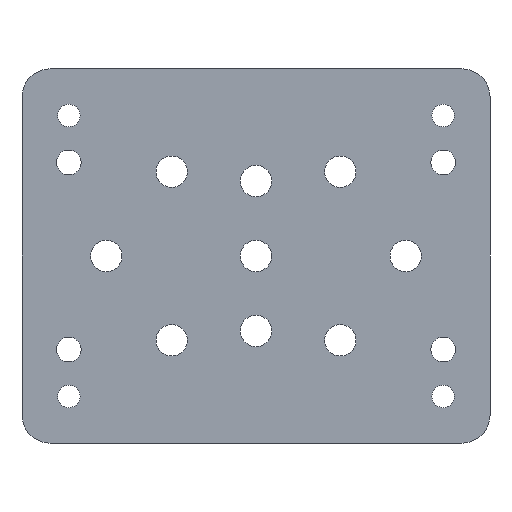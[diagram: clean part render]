
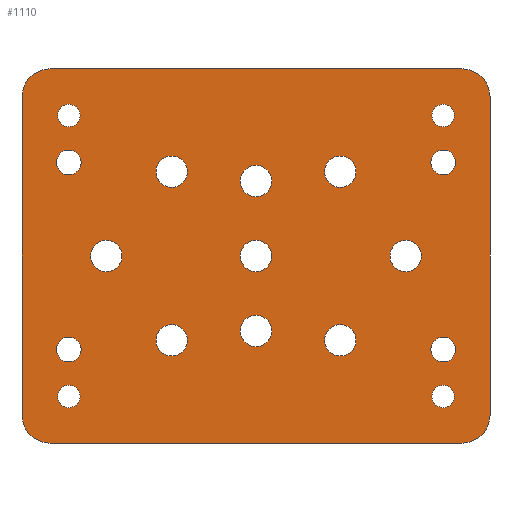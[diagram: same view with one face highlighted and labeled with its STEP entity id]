
A CAD part, front view. The second image highlights one B-rep face of the part: STEP entity #1110.
In plain terms, the highlighted planar face has unit normal (0, -1, 0).
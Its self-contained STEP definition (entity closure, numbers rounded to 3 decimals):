
#15=FACE_BOUND('',#151,.T.);
#16=FACE_BOUND('',#152,.T.);
#17=FACE_BOUND('',#153,.T.);
#18=FACE_BOUND('',#154,.T.);
#19=FACE_BOUND('',#155,.T.);
#20=FACE_BOUND('',#156,.T.);
#21=FACE_BOUND('',#157,.T.);
#22=FACE_BOUND('',#158,.T.);
#23=FACE_BOUND('',#159,.T.);
#24=FACE_BOUND('',#160,.T.);
#25=FACE_BOUND('',#161,.T.);
#26=FACE_BOUND('',#162,.T.);
#27=FACE_BOUND('',#163,.T.);
#28=FACE_BOUND('',#164,.T.);
#29=FACE_BOUND('',#165,.T.);
#30=FACE_BOUND('',#166,.T.);
#31=FACE_BOUND('',#167,.T.);
#56=PLANE('',#1204);
#98=FACE_OUTER_BOUND('',#150,.T.);
#150=EDGE_LOOP('',(#799,#800,#801,#802,#803,#804,#805,#806));
#151=EDGE_LOOP('',(#807));
#152=EDGE_LOOP('',(#808));
#153=EDGE_LOOP('',(#809));
#154=EDGE_LOOP('',(#810));
#155=EDGE_LOOP('',(#811));
#156=EDGE_LOOP('',(#812));
#157=EDGE_LOOP('',(#813));
#158=EDGE_LOOP('',(#814));
#159=EDGE_LOOP('',(#815));
#160=EDGE_LOOP('',(#816));
#161=EDGE_LOOP('',(#817));
#162=EDGE_LOOP('',(#818));
#163=EDGE_LOOP('',(#819));
#164=EDGE_LOOP('',(#820));
#165=EDGE_LOOP('',(#821));
#166=EDGE_LOOP('',(#822));
#167=EDGE_LOOP('',(#823));
#242=LINE('',#1783,#300);
#245=LINE('',#1789,#303);
#246=LINE('',#1793,#304);
#247=LINE('',#1797,#305);
#300=VECTOR('',#1409,10.);
#303=VECTOR('',#1414,10.);
#304=VECTOR('',#1417,10.);
#305=VECTOR('',#1420,10.);
#352=CIRCLE('',#1178,3.3);
#357=CIRCLE('',#1185,3.3);
#362=CIRCLE('',#1192,3.3);
#367=CIRCLE('',#1199,3.3);
#369=CIRCLE('',#1202,7.5);
#370=CIRCLE('',#1205,7.5);
#371=CIRCLE('',#1206,7.5);
#372=CIRCLE('',#1207,7.5);
#373=CIRCLE('',#1208,4.2);
#374=CIRCLE('',#1209,4.2);
#375=CIRCLE('',#1210,4.2);
#376=CIRCLE('',#1211,4.2);
#377=CIRCLE('',#1212,4.2);
#378=CIRCLE('',#1213,4.2);
#379=CIRCLE('',#1214,4.2);
#380=CIRCLE('',#1215,4.2);
#381=CIRCLE('',#1216,4.2);
#382=CIRCLE('',#1217,3.);
#383=CIRCLE('',#1218,3.);
#384=CIRCLE('',#1219,3.);
#385=CIRCLE('',#1220,3.);
#461=VERTEX_POINT('',#1727);
#466=VERTEX_POINT('',#1741);
#471=VERTEX_POINT('',#1755);
#476=VERTEX_POINT('',#1769);
#479=VERTEX_POINT('',#1776);
#480=VERTEX_POINT('',#1778);
#481=VERTEX_POINT('',#1782);
#483=VERTEX_POINT('',#1788);
#484=VERTEX_POINT('',#1790);
#485=VERTEX_POINT('',#1792);
#486=VERTEX_POINT('',#1794);
#487=VERTEX_POINT('',#1796);
#488=VERTEX_POINT('',#1799);
#489=VERTEX_POINT('',#1801);
#490=VERTEX_POINT('',#1803);
#491=VERTEX_POINT('',#1805);
#492=VERTEX_POINT('',#1807);
#493=VERTEX_POINT('',#1809);
#494=VERTEX_POINT('',#1811);
#495=VERTEX_POINT('',#1813);
#496=VERTEX_POINT('',#1815);
#497=VERTEX_POINT('',#1817);
#498=VERTEX_POINT('',#1819);
#499=VERTEX_POINT('',#1821);
#500=VERTEX_POINT('',#1823);
#586=EDGE_CURVE('',#461,#461,#352,.T.);
#593=EDGE_CURVE('',#466,#466,#357,.T.);
#600=EDGE_CURVE('',#471,#471,#362,.T.);
#607=EDGE_CURVE('',#476,#476,#367,.T.);
#610=EDGE_CURVE('',#479,#480,#369,.T.);
#612=EDGE_CURVE('',#481,#480,#242,.T.);
#615=EDGE_CURVE('',#479,#483,#245,.T.);
#616=EDGE_CURVE('',#484,#483,#370,.T.);
#617=EDGE_CURVE('',#484,#485,#246,.T.);
#618=EDGE_CURVE('',#486,#485,#371,.T.);
#619=EDGE_CURVE('',#486,#487,#247,.T.);
#620=EDGE_CURVE('',#481,#487,#372,.T.);
#621=EDGE_CURVE('',#488,#488,#373,.T.);
#622=EDGE_CURVE('',#489,#489,#374,.T.);
#623=EDGE_CURVE('',#490,#490,#375,.T.);
#624=EDGE_CURVE('',#491,#491,#376,.T.);
#625=EDGE_CURVE('',#492,#492,#377,.T.);
#626=EDGE_CURVE('',#493,#493,#378,.T.);
#627=EDGE_CURVE('',#494,#494,#379,.T.);
#628=EDGE_CURVE('',#495,#495,#380,.T.);
#629=EDGE_CURVE('',#496,#496,#381,.T.);
#630=EDGE_CURVE('',#497,#497,#382,.T.);
#631=EDGE_CURVE('',#498,#498,#383,.T.);
#632=EDGE_CURVE('',#499,#499,#384,.T.);
#633=EDGE_CURVE('',#500,#500,#385,.T.);
#799=ORIENTED_EDGE('',*,*,#610,.F.);
#800=ORIENTED_EDGE('',*,*,#615,.T.);
#801=ORIENTED_EDGE('',*,*,#616,.F.);
#802=ORIENTED_EDGE('',*,*,#617,.T.);
#803=ORIENTED_EDGE('',*,*,#618,.F.);
#804=ORIENTED_EDGE('',*,*,#619,.T.);
#805=ORIENTED_EDGE('',*,*,#620,.F.);
#806=ORIENTED_EDGE('',*,*,#612,.T.);
#807=ORIENTED_EDGE('',*,*,#586,.T.);
#808=ORIENTED_EDGE('',*,*,#593,.T.);
#809=ORIENTED_EDGE('',*,*,#600,.T.);
#810=ORIENTED_EDGE('',*,*,#607,.T.);
#811=ORIENTED_EDGE('',*,*,#621,.T.);
#812=ORIENTED_EDGE('',*,*,#622,.T.);
#813=ORIENTED_EDGE('',*,*,#623,.T.);
#814=ORIENTED_EDGE('',*,*,#624,.T.);
#815=ORIENTED_EDGE('',*,*,#625,.T.);
#816=ORIENTED_EDGE('',*,*,#626,.T.);
#817=ORIENTED_EDGE('',*,*,#627,.T.);
#818=ORIENTED_EDGE('',*,*,#628,.T.);
#819=ORIENTED_EDGE('',*,*,#629,.T.);
#820=ORIENTED_EDGE('',*,*,#630,.T.);
#821=ORIENTED_EDGE('',*,*,#631,.T.);
#822=ORIENTED_EDGE('',*,*,#632,.T.);
#823=ORIENTED_EDGE('',*,*,#633,.T.);
#1110=ADVANCED_FACE('',(#98,#15,#16,#17,#18,#19,#20,#21,#22,#23,#24,#25,
#26,#27,#28,#29,#30,#31),#56,.T.);
#1178=AXIS2_PLACEMENT_3D('',#1729,#1349,#1350);
#1185=AXIS2_PLACEMENT_3D('',#1743,#1365,#1366);
#1192=AXIS2_PLACEMENT_3D('',#1757,#1381,#1382);
#1199=AXIS2_PLACEMENT_3D('',#1771,#1397,#1398);
#1202=AXIS2_PLACEMENT_3D('',#1779,#1404,#1405);
#1204=AXIS2_PLACEMENT_3D('',#1787,#1412,#1413);
#1205=AXIS2_PLACEMENT_3D('',#1791,#1415,#1416);
#1206=AXIS2_PLACEMENT_3D('',#1795,#1418,#1419);
#1207=AXIS2_PLACEMENT_3D('',#1798,#1421,#1422);
#1208=AXIS2_PLACEMENT_3D('',#1800,#1423,#1424);
#1209=AXIS2_PLACEMENT_3D('',#1802,#1425,#1426);
#1210=AXIS2_PLACEMENT_3D('',#1804,#1427,#1428);
#1211=AXIS2_PLACEMENT_3D('',#1806,#1429,#1430);
#1212=AXIS2_PLACEMENT_3D('',#1808,#1431,#1432);
#1213=AXIS2_PLACEMENT_3D('',#1810,#1433,#1434);
#1214=AXIS2_PLACEMENT_3D('',#1812,#1435,#1436);
#1215=AXIS2_PLACEMENT_3D('',#1814,#1437,#1438);
#1216=AXIS2_PLACEMENT_3D('',#1816,#1439,#1440);
#1217=AXIS2_PLACEMENT_3D('',#1818,#1441,#1442);
#1218=AXIS2_PLACEMENT_3D('',#1820,#1443,#1444);
#1219=AXIS2_PLACEMENT_3D('',#1822,#1445,#1446);
#1220=AXIS2_PLACEMENT_3D('',#1824,#1447,#1448);
#1349=DIRECTION('center_axis',(0.,1.,0.));
#1350=DIRECTION('ref_axis',(1.,0.,0.));
#1365=DIRECTION('center_axis',(0.,1.,0.));
#1366=DIRECTION('ref_axis',(1.,0.,0.));
#1381=DIRECTION('center_axis',(0.,1.,0.));
#1382=DIRECTION('ref_axis',(1.,0.,0.));
#1397=DIRECTION('center_axis',(0.,1.,0.));
#1398=DIRECTION('ref_axis',(1.,0.,0.));
#1404=DIRECTION('center_axis',(0.,1.,0.));
#1405=DIRECTION('ref_axis',(-0.707,0.,0.707));
#1409=DIRECTION('',(-1.,0.,0.));
#1412=DIRECTION('center_axis',(0.,-1.,0.));
#1413=DIRECTION('ref_axis',(0.,0.,-1.));
#1414=DIRECTION('',(0.,0.,-1.));
#1415=DIRECTION('center_axis',(0.,1.,0.));
#1416=DIRECTION('ref_axis',(-0.707,0.,-0.707));
#1417=DIRECTION('',(1.,0.,0.));
#1418=DIRECTION('center_axis',(0.,1.,0.));
#1419=DIRECTION('ref_axis',(0.707,0.,-0.707));
#1420=DIRECTION('',(0.,0.,1.));
#1421=DIRECTION('center_axis',(0.,1.,0.));
#1422=DIRECTION('ref_axis',(0.707,0.,0.707));
#1423=DIRECTION('center_axis',(0.,1.,0.));
#1424=DIRECTION('ref_axis',(1.,0.,0.));
#1425=DIRECTION('center_axis',(0.,1.,0.));
#1426=DIRECTION('ref_axis',(1.,0.,0.));
#1427=DIRECTION('center_axis',(0.,1.,0.));
#1428=DIRECTION('ref_axis',(1.,0.,0.));
#1429=DIRECTION('center_axis',(0.,1.,0.));
#1430=DIRECTION('ref_axis',(1.,0.,0.));
#1431=DIRECTION('center_axis',(0.,1.,0.));
#1432=DIRECTION('ref_axis',(1.,0.,0.));
#1433=DIRECTION('center_axis',(0.,1.,0.));
#1434=DIRECTION('ref_axis',(1.,0.,0.));
#1435=DIRECTION('center_axis',(0.,1.,0.));
#1436=DIRECTION('ref_axis',(1.,0.,0.));
#1437=DIRECTION('center_axis',(0.,1.,0.));
#1438=DIRECTION('ref_axis',(1.,0.,0.));
#1439=DIRECTION('center_axis',(0.,1.,0.));
#1440=DIRECTION('ref_axis',(1.,0.,0.));
#1441=DIRECTION('center_axis',(0.,1.,0.));
#1442=DIRECTION('ref_axis',(1.,0.,0.));
#1443=DIRECTION('center_axis',(0.,1.,0.));
#1444=DIRECTION('ref_axis',(1.,0.,0.));
#1445=DIRECTION('center_axis',(0.,1.,0.));
#1446=DIRECTION('ref_axis',(1.,0.,0.));
#1447=DIRECTION('center_axis',(0.,1.,0.));
#1448=DIRECTION('ref_axis',(1.,0.,0.));
#1727=CARTESIAN_POINT('',(46.7,0.,-25.));
#1729=CARTESIAN_POINT('Origin',(50.,0.,-25.));
#1741=CARTESIAN_POINT('',(46.7,0.,25.));
#1743=CARTESIAN_POINT('Origin',(50.,0.,25.));
#1755=CARTESIAN_POINT('',(-53.3,0.,-25.));
#1757=CARTESIAN_POINT('Origin',(-50.,0.,-25.));
#1769=CARTESIAN_POINT('',(-53.3,0.,25.));
#1771=CARTESIAN_POINT('Origin',(-50.,0.,25.));
#1776=CARTESIAN_POINT('',(-62.5,0.,42.5));
#1778=CARTESIAN_POINT('',(-55.,0.,50.));
#1779=CARTESIAN_POINT('Origin',(-55.,0.,42.5));
#1782=CARTESIAN_POINT('',(55.,0.,50.));
#1783=CARTESIAN_POINT('',(62.5,0.,50.));
#1787=CARTESIAN_POINT('Origin',(0.,0.,0.));
#1788=CARTESIAN_POINT('',(-62.5,0.,-42.5));
#1789=CARTESIAN_POINT('',(-62.5,0.,50.));
#1790=CARTESIAN_POINT('',(-55.,0.,-50.));
#1791=CARTESIAN_POINT('Origin',(-55.,0.,-42.5));
#1792=CARTESIAN_POINT('',(55.,0.,-50.));
#1793=CARTESIAN_POINT('',(-62.5,0.,-50.));
#1794=CARTESIAN_POINT('',(62.5,0.,-42.5));
#1795=CARTESIAN_POINT('Origin',(55.,0.,-42.5));
#1796=CARTESIAN_POINT('',(62.5,0.,42.5));
#1797=CARTESIAN_POINT('',(62.5,0.,-50.));
#1798=CARTESIAN_POINT('Origin',(55.,0.,42.5));
#1799=CARTESIAN_POINT('',(18.3,0.,-22.5));
#1800=CARTESIAN_POINT('Origin',(22.5,0.,-22.5));
#1801=CARTESIAN_POINT('',(-26.7,0.,-22.5));
#1802=CARTESIAN_POINT('Origin',(-22.5,0.,-22.5));
#1803=CARTESIAN_POINT('',(35.8,0.,0.));
#1804=CARTESIAN_POINT('Origin',(40.,0.,0.));
#1805=CARTESIAN_POINT('',(-26.7,0.,22.5));
#1806=CARTESIAN_POINT('Origin',(-22.5,0.,22.5));
#1807=CARTESIAN_POINT('',(-4.2,0.,20.));
#1808=CARTESIAN_POINT('Origin',(0.,0.,20.));
#1809=CARTESIAN_POINT('',(18.3,0.,22.5));
#1810=CARTESIAN_POINT('Origin',(22.5,0.,22.5));
#1811=CARTESIAN_POINT('',(-44.2,0.,0.));
#1812=CARTESIAN_POINT('Origin',(-40.,0.,0.));
#1813=CARTESIAN_POINT('',(-4.2,0.,-20.));
#1814=CARTESIAN_POINT('Origin',(0.,0.,-20.));
#1815=CARTESIAN_POINT('',(-4.2,0.,0.));
#1816=CARTESIAN_POINT('Origin',(0.,0.,0.));
#1817=CARTESIAN_POINT('',(47.,0.,37.5));
#1818=CARTESIAN_POINT('Origin',(50.,0.,37.5));
#1819=CARTESIAN_POINT('',(-53.,0.,-37.5));
#1820=CARTESIAN_POINT('Origin',(-50.,0.,-37.5));
#1821=CARTESIAN_POINT('',(47.,0.,-37.5));
#1822=CARTESIAN_POINT('Origin',(50.,0.,-37.5));
#1823=CARTESIAN_POINT('',(-53.,0.,37.5));
#1824=CARTESIAN_POINT('Origin',(-50.,0.,37.5));
